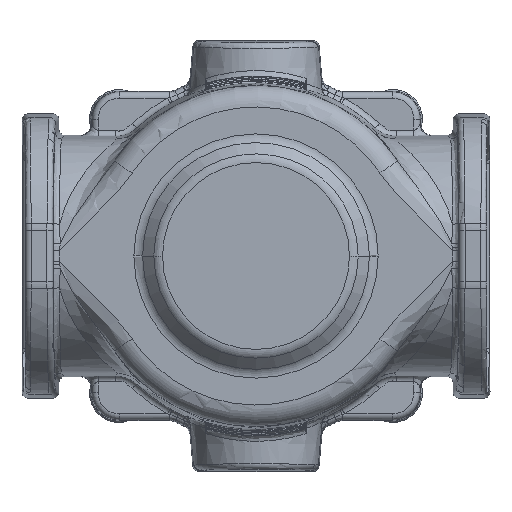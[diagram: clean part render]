
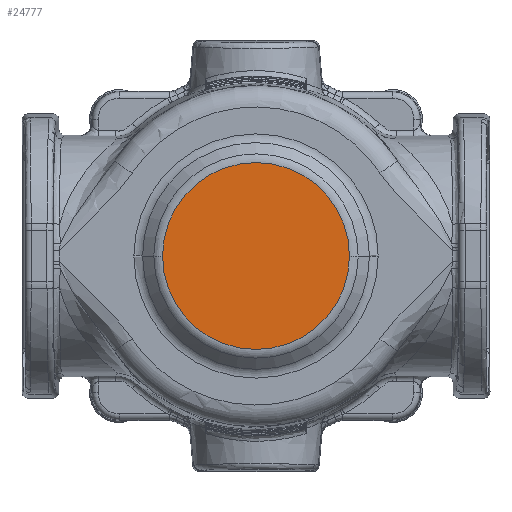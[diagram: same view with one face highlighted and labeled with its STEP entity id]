
A CAD part, front view. The second image highlights one B-rep face of the part: STEP entity #24777.
In plain terms, the highlighted planar face has unit normal (0, -1, 0).
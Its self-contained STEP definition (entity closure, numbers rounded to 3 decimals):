
#1657=CARTESIAN_POINT('Axis2P3D Location',(38.,-22.,4.717)) ;
#19808=CARTESIAN_POINT('Vertex',(15.172,-22.,0.007)) ;
#19811=CARTESIAN_POINT('Axis2P3D Location',(0.,-22.,0.)) ;
#19815=CARTESIAN_POINT('Vertex',(15.171,-22.,-0.146)) ;
#19818=CARTESIAN_POINT('Axis2P3D Location',(0.,-22.,0.)) ;
#19822=CARTESIAN_POINT('Vertex',(-15.172,-22.,-0.007)) ;
#19844=CARTESIAN_POINT('Axis2P3D Location',(0.,-22.,0.)) ;
#19848=CARTESIAN_POINT('Vertex',(-15.171,-22.,0.146)) ;
#19851=CARTESIAN_POINT('Axis2P3D Location',(0.,-22.,0.)) ;
#1658=DIRECTION('Axis2P3D Direction',(0.,-1.,0.)) ;
#1659=DIRECTION('Axis2P3D XDirection',(0.,0.,-1.)) ;
#19812=DIRECTION('Axis2P3D Direction',(0.,-1.,0.)) ;
#19819=DIRECTION('Axis2P3D Direction',(0.,-1.,0.)) ;
#19845=DIRECTION('Axis2P3D Direction',(0.,-1.,0.)) ;
#19852=DIRECTION('Axis2P3D Direction',(0.,-1.,0.)) ;
#1660=AXIS2_PLACEMENT_3D('Plane Axis2P3D',#1657,#1658,#1659) ;
#19813=AXIS2_PLACEMENT_3D('Circle Axis2P3D',#19811,#19812,$) ;
#19820=AXIS2_PLACEMENT_3D('Circle Axis2P3D',#19818,#19819,$) ;
#19846=AXIS2_PLACEMENT_3D('Circle Axis2P3D',#19844,#19845,$) ;
#19853=AXIS2_PLACEMENT_3D('Circle Axis2P3D',#19851,#19852,$) ;
#19814=CIRCLE('generated circle',#19813,15.172) ;
#19821=CIRCLE('generated circle',#19820,15.172) ;
#19847=CIRCLE('generated circle',#19846,15.172) ;
#19854=CIRCLE('generated circle',#19853,15.172) ;
#1661=PLANE('',#1660) ;
#19817=EDGE_CURVE('',#19816,#19809,#19814,.T.) ;
#19824=EDGE_CURVE('',#19816,#19823,#19821,.F.) ;
#19850=EDGE_CURVE('',#19849,#19823,#19847,.T.) ;
#19855=EDGE_CURVE('',#19849,#19809,#19854,.F.) ;
#24772=ORIENTED_EDGE('',*,*,#19824,.F.) ;
#24773=ORIENTED_EDGE('',*,*,#19817,.T.) ;
#24774=ORIENTED_EDGE('',*,*,#19855,.F.) ;
#24775=ORIENTED_EDGE('',*,*,#19850,.T.) ;
#24771=EDGE_LOOP('',(#24772,#24773,#24774,#24775)) ;
#19809=VERTEX_POINT('',#19808) ;
#19816=VERTEX_POINT('',#19815) ;
#19823=VERTEX_POINT('',#19822) ;
#19849=VERTEX_POINT('',#19848) ;
#24777=ADVANCED_FACE('MANIFOLD_SOLID_BREP #39038',(#24776),#1661,.T.) ;
#24776=FACE_OUTER_BOUND('',#24771,.T.) ;
